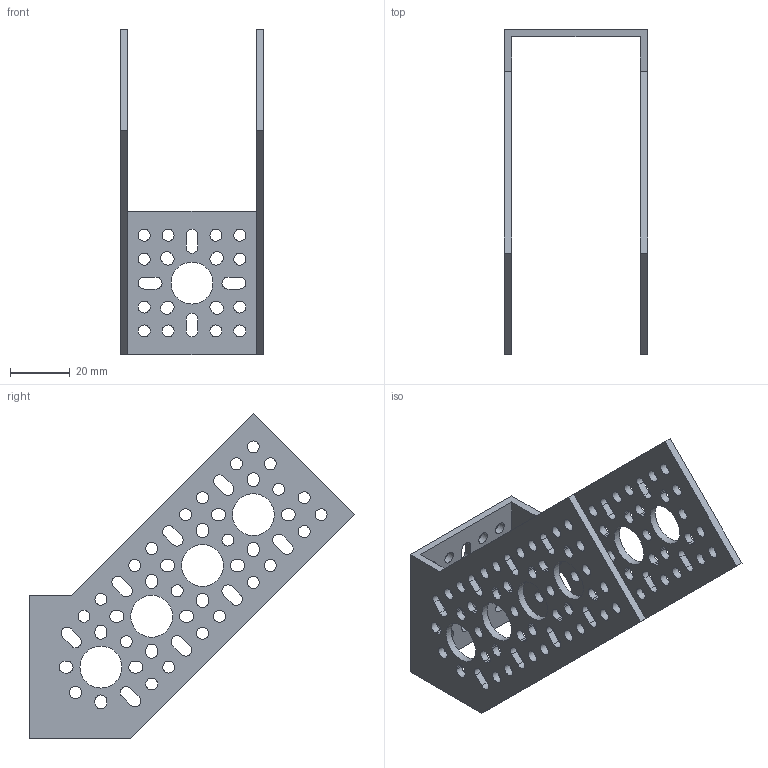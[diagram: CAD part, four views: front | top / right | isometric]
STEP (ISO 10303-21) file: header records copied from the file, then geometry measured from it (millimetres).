
FILE_DESCRIPTION( ( '' ), ' ' );
FILE_NAME( '5a2ac60972ac810ef6302ce4.step', '2017-12-08T17:04:09', ( '' ), ( '' ), ' ', ' ', ' ' );
FILE_SCHEMA( ( 'AUTOMOTIVE_DESIGN { 1 0 10303 214 1 1 1 1 }' ) );
Length unit declared in the file: metre
Products named in the file (1): 1115-0045-0002
Bounding box: 48 x 108.85 x 108.85 mm (x, y, z)
Volume: 25867.9 mm3; surface area: 27443.9 mm2
Topology: 1 solids, 1 shells, 305 faces, 946 edges, 643 vertices
Faces by surface type: cylinder 179, plane 126
Full cylindrical faces by diameter (mm): 4 x58, 14 x9
Entity records: 12994 total; most frequent: DIRECTION 1812, CARTESIAN_POINT 1754, ORIENTED_EDGE 1684, EDGE_CURVE 842, AXIS2_PLACEMENT_3D 664, EDGE_LOOP 618, VERTEX_POINT 606, LINE 484
